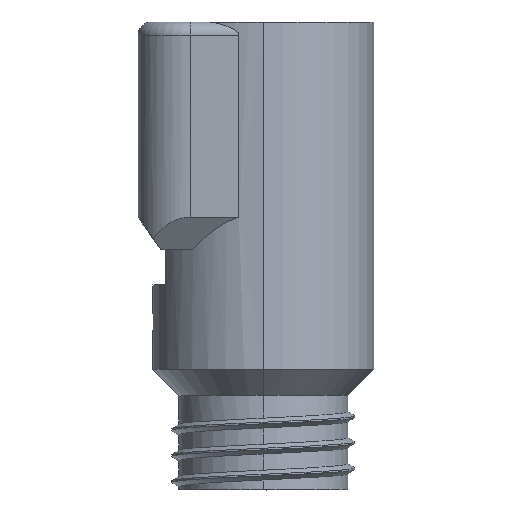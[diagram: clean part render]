
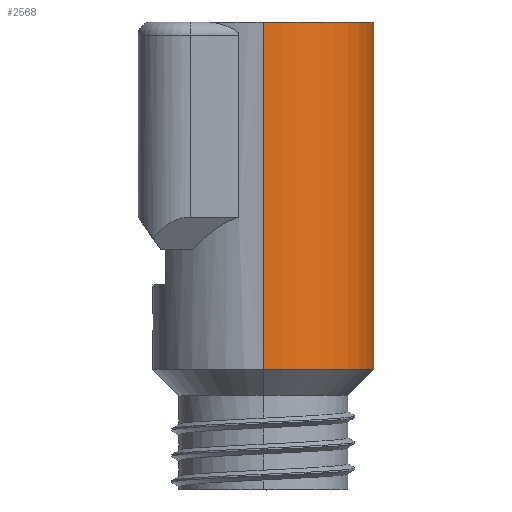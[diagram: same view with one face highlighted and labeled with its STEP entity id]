
A CAD part, top view. The second image highlights one B-rep face of the part: STEP entity #2568.
In plain terms, the highlighted cylindrical face has radius 17 mm (diameter 34 mm), a partial arc.
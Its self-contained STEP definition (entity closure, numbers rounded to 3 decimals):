
#126 = CARTESIAN_POINT ( 'NONE',  ( 0., 71.9, 0. ) ) ;
#362 = DIRECTION ( 'NONE',  ( 0., -1., 0. ) ) ;
#449 = VERTEX_POINT ( 'NONE', #3639 ) ;
#860 = VERTEX_POINT ( 'NONE', #1497 ) ;
#920 = AXIS2_PLACEMENT_3D ( 'NONE', #3673, #2859, #4837 ) ;
#1242 = ORIENTED_EDGE ( 'NONE', *, *, #4326, .T. ) ;
#1303 = AXIS2_PLACEMENT_3D ( 'NONE', #126, #1729, #1781 ) ;
#1388 = ORIENTED_EDGE ( 'NONE', *, *, #2265, .F. ) ;
#1392 = CARTESIAN_POINT ( 'NONE',  ( 0., 18.5, -17. ) ) ;
#1497 = CARTESIAN_POINT ( 'NONE',  ( 0., 18.5, 17. ) ) ;
#1691 = CARTESIAN_POINT ( 'NONE',  ( 0., 31.5, -17. ) ) ;
#1729 = DIRECTION ( 'NONE',  ( 0., 1., 0. ) ) ;
#1781 = DIRECTION ( 'NONE',  ( 0., 0., 1. ) ) ;
#2011 = ORIENTED_EDGE ( 'NONE', *, *, #4618, .T. ) ;
#2177 = EDGE_LOOP ( 'NONE', ( #1388, #2011, #1242, #5002 ) ) ;
#2265 = EDGE_CURVE ( 'NONE', #3789, #449, #3984, .T. ) ;
#2320 = VECTOR ( 'NONE', #4147, 1000. ) ;
#2568 = ADVANCED_FACE ( 'NONE', ( #2783 ), #4416, .T. ) ;
#2783 = FACE_OUTER_BOUND ( 'NONE', #2177, .T. ) ;
#2859 = DIRECTION ( 'NONE',  ( 0., 1., 0. ) ) ;
#3142 = DIRECTION ( 'NONE',  ( 0., 0., -1. ) ) ;
#3169 = CARTESIAN_POINT ( 'NONE',  ( 0., 31.5, 0. ) ) ;
#3639 = CARTESIAN_POINT ( 'NONE',  ( 0., 71.9, -17. ) ) ;
#3673 = CARTESIAN_POINT ( 'NONE',  ( 0., 18.5, 0. ) ) ;
#3789 = VERTEX_POINT ( 'NONE', #5052 ) ;
#3984 = CIRCLE ( 'NONE', #1303, 17. ) ;
#4147 = DIRECTION ( 'NONE',  ( 0., -1., 0. ) ) ;
#4326 = EDGE_CURVE ( 'NONE', #860, #4846, #5012, .T. ) ;
#4416 = CYLINDRICAL_SURFACE ( 'NONE', #5144, 17. ) ;
#4498 = VECTOR ( 'NONE', #362, 1000. ) ;
#4542 = EDGE_CURVE ( 'NONE', #449, #4846, #5021, .T. ) ;
#4552 = CARTESIAN_POINT ( 'NONE',  ( 0., 31.5, 17. ) ) ;
#4618 = EDGE_CURVE ( 'NONE', #3789, #860, #4991, .T. ) ;
#4837 = DIRECTION ( 'NONE',  ( 0., 0., 1. ) ) ;
#4846 = VERTEX_POINT ( 'NONE', #1392 ) ;
#4991 = LINE ( 'NONE', #4552, #4498 ) ;
#5002 = ORIENTED_EDGE ( 'NONE', *, *, #4542, .F. ) ;
#5012 = CIRCLE ( 'NONE', #920, 17. ) ;
#5021 = LINE ( 'NONE', #1691, #2320 ) ;
#5052 = CARTESIAN_POINT ( 'NONE',  ( 0., 71.9, 17. ) ) ;
#5144 = AXIS2_PLACEMENT_3D ( 'NONE', #3169, #5238, #3142 ) ;
#5238 = DIRECTION ( 'NONE',  ( 0., -1., 0. ) ) ;
